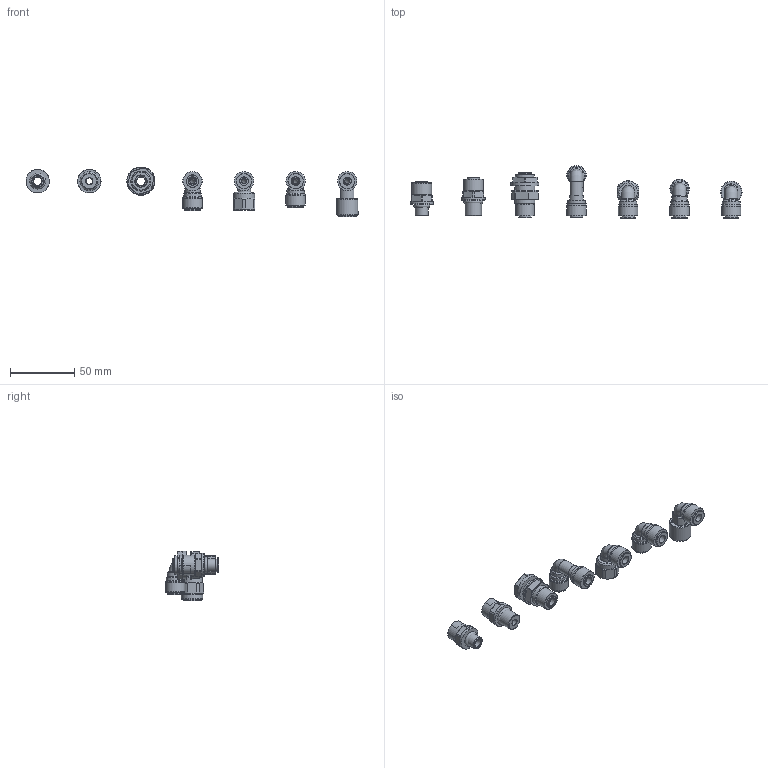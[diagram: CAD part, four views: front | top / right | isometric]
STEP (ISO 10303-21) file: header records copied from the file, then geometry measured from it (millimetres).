
FILE_DESCRIPTION(('FreeCAD Model'),'2;1');
FILE_NAME('Open CASCADE Shape Model','2025-05-07T20:57:06',('FreeCAD'),( 'FreeCAD'),'Open CASCADE STEP processor 7.6','FreeCAD','Unknown');
FILE_SCHEMA(('AUTOMOTIVE_DESIGN { 1 0 10303 214 1 1 1 1 }'));
Length unit declared in the file: millimetre
Products named in the file (1): Open CASCADE STEP translator 7.6 1
Bounding box: 257.43 x 41.1 x 38.67 mm (x, y, z)
Volume: 33926.3 mm3; surface area: 24191.9 mm2
Topology: 18 solids, 18 shells, 492 faces, 1130 edges, 728 vertices
Faces by surface type: plane 167, cylinder 161, torus 85, cone 53, bspline 14, sphere 12
Full cylindrical faces by diameter (mm): 4 x12, 5.1 x1, 6 x3, 6.5 x8, 9.4 x1, 9.6 x2, 9.65 x2, 9.7 x1, 9.9 x1, 9.998 x1, 10 x6, 10.4 x1, 10.8 x1, 11.55 x1, 12 x10, 12.75 x1, 13.3 x1, 13.7 x5, 13.9 x1, 14.25 x1, 14.5 x1, 14.6 x6, 14.65 x1, 14.8 x5, 14.9 x1, 15 x6, 15.2 x2, 15.4 x1, 16.2 x1, 16.662 x2
Entity records: 15439 total; most frequent: CARTESIAN_POINT 4167, DIRECTION 2470, ORIENTED_EDGE 2260, EDGE_CURVE 1130, AXIS2_PLACEMENT_3D 1061, VERTEX_POINT 728, FACE_BOUND 582, EDGE_LOOP 582
